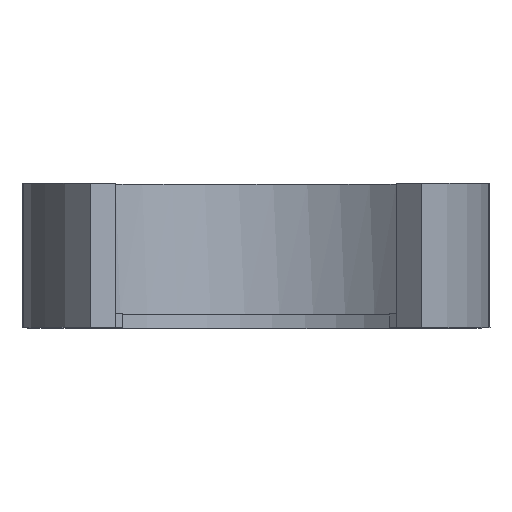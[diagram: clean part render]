
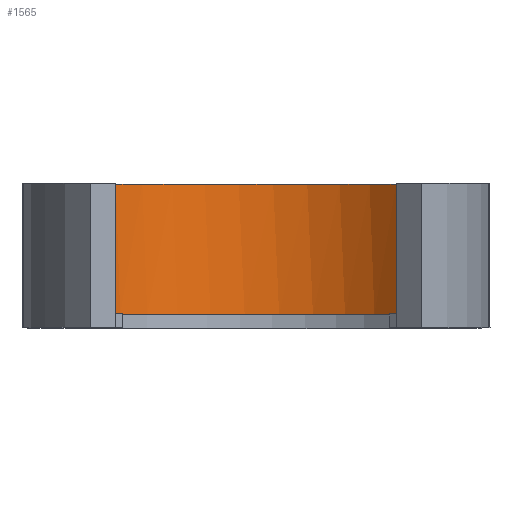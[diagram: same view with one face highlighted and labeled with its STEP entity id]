
A CAD part, top view. The second image highlights one B-rep face of the part: STEP entity #1565.
In plain terms, the highlighted cylindrical face has radius 11 mm (diameter 22 mm), a partial arc.
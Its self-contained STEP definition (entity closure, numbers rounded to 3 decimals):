
#22=CIRCLE('',#1654,11.);
#63=CIRCLE('',#1703,11.);
#65=CIRCLE('',#1705,11.);
#75=CIRCLE('',#1716,11.);
#103=CYLINDRICAL_SURFACE('',#1715,11.);
#152=FACE_OUTER_BOUND('',#237,.T.);
#237=EDGE_LOOP('',(#1193,#1194,#1195,#1196,#1197,#1198,#1199,#1200));
#353=LINE('',#2454,#514);
#355=LINE('',#2459,#516);
#365=LINE('',#2486,#526);
#382=LINE('',#2557,#543);
#514=VECTOR('',#1940,10.);
#516=VECTOR('',#1944,10.);
#526=VECTOR('',#1968,10.);
#543=VECTOR('',#2029,10.);
#643=VERTEX_POINT('',#2337);
#644=VERTEX_POINT('',#2339);
#698=VERTEX_POINT('',#2452);
#700=VERTEX_POINT('',#2458);
#709=VERTEX_POINT('',#2483);
#710=VERTEX_POINT('',#2485);
#723=VERTEX_POINT('',#2516);
#742=VERTEX_POINT('',#2556);
#809=EDGE_CURVE('',#643,#644,#22,.T.);
#867=EDGE_CURVE('',#643,#698,#353,.T.);
#869=EDGE_CURVE('',#700,#644,#355,.T.);
#882=EDGE_CURVE('',#710,#709,#365,.T.);
#898=EDGE_CURVE('',#700,#709,#63,.T.);
#900=EDGE_CURVE('',#723,#698,#65,.T.);
#919=EDGE_CURVE('',#723,#742,#382,.T.);
#920=EDGE_CURVE('',#742,#710,#75,.T.);
#1193=ORIENTED_EDGE('',*,*,#867,.T.);
#1194=ORIENTED_EDGE('',*,*,#900,.F.);
#1195=ORIENTED_EDGE('',*,*,#919,.T.);
#1196=ORIENTED_EDGE('',*,*,#920,.T.);
#1197=ORIENTED_EDGE('',*,*,#882,.T.);
#1198=ORIENTED_EDGE('',*,*,#898,.F.);
#1199=ORIENTED_EDGE('',*,*,#869,.T.);
#1200=ORIENTED_EDGE('',*,*,#809,.F.);
#1565=ADVANCED_FACE('',(#152),#103,.F.);
#1654=AXIS2_PLACEMENT_3D('',#2340,#1848,#1849);
#1703=AXIS2_PLACEMENT_3D('',#2515,#1994,#1995);
#1705=AXIS2_PLACEMENT_3D('',#2518,#1998,#1999);
#1715=AXIS2_PLACEMENT_3D('',#2555,#2027,#2028);
#1716=AXIS2_PLACEMENT_3D('',#2558,#2030,#2031);
#1848=DIRECTION('center_axis',(0.,-1.,0.001));
#1849=DIRECTION('ref_axis',(-1.,0.,0.));
#1940=DIRECTION('',(0.,-1.,0.001));
#1944=DIRECTION('',(0.,1.,-0.001));
#1968=DIRECTION('',(0.,-1.,0.001));
#1994=DIRECTION('center_axis',(0.,1.,-0.001));
#1995=DIRECTION('ref_axis',(-1.,0.,0.));
#1998=DIRECTION('center_axis',(0.,1.,-0.001));
#1999=DIRECTION('ref_axis',(-1.,0.,0.));
#2027=DIRECTION('center_axis',(0.,-1.,0.001));
#2028=DIRECTION('ref_axis',(0.,-0.001,-1.));
#2029=DIRECTION('',(0.,1.,-0.001));
#2030=DIRECTION('center_axis',(0.,-1.,0.001));
#2031=DIRECTION('ref_axis',(-1.,0.,0.));
#2337=CARTESIAN_POINT('',(210.761,2.142,-492.377));
#2339=CARTESIAN_POINT('',(226.319,2.143,-492.377));
#2340=CARTESIAN_POINT('Origin',(218.54,2.134,-500.155));
#2452=CARTESIAN_POINT('',(210.762,-5.858,-492.368));
#2454=CARTESIAN_POINT('',(210.761,2.142,-492.377));
#2458=CARTESIAN_POINT('',(226.319,-5.857,-492.368));
#2459=CARTESIAN_POINT('',(226.319,2.143,-492.377));
#2483=CARTESIAN_POINT('',(229.522,-5.866,-500.782));
#2485=CARTESIAN_POINT('',(229.522,-5.116,-500.783));
#2486=CARTESIAN_POINT('',(229.522,-5.866,-500.782));
#2515=CARTESIAN_POINT('Origin',(218.54,-5.866,-500.146));
#2516=CARTESIAN_POINT('',(207.558,-5.866,-499.518));
#2518=CARTESIAN_POINT('Origin',(218.54,-5.866,-500.146));
#2555=CARTESIAN_POINT('Origin',(218.54,2.134,-500.155));
#2556=CARTESIAN_POINT('',(207.558,-5.116,-499.519));
#2557=CARTESIAN_POINT('',(207.558,-5.866,-499.518));
#2558=CARTESIAN_POINT('Origin',(218.54,-5.116,-500.147));
